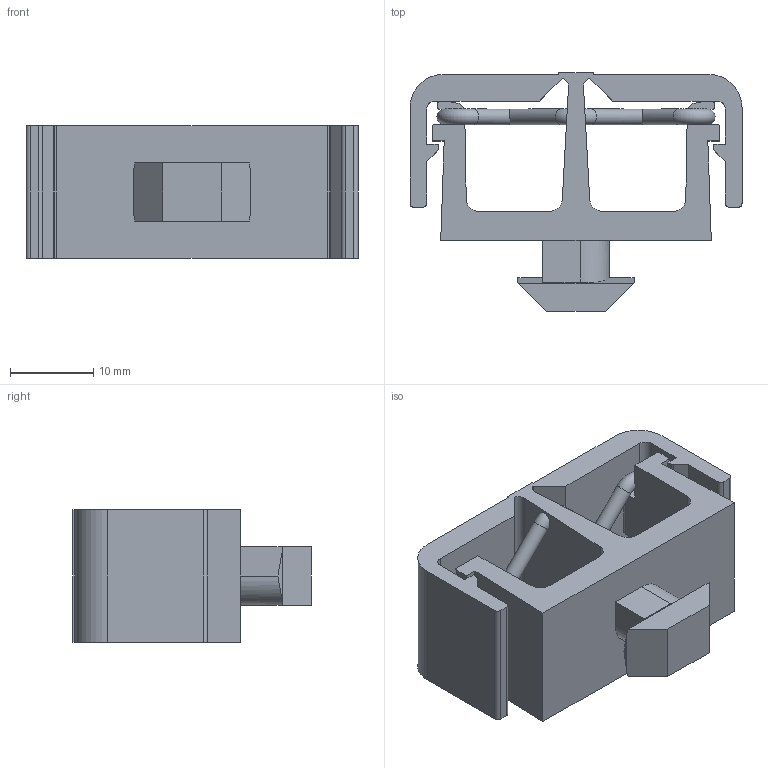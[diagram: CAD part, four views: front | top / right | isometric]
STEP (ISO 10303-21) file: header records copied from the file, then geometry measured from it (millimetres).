
FILE_DESCRIPTION( ( 'STEP AP214' ), '1' );
FILE_NAME( 'K1280.21081.stp', '2020-12-10T11:04:36', ( '' ), ( '' ), ' ', 'PARTsolutions', ' ' );
FILE_SCHEMA( ( 'AUTOMOTIVE_DESIGN { 1 0 10303 214 1 1 1 1 }' ) );
Length unit declared in the file: millimetre
Products named in the file (1): _K1280.21081
Bounding box: 40 x 28.7 x 16 mm (x, y, z)
Volume: 6926.4 mm3; surface area: 6114.7 mm2
Topology: 1 solids, 1 shells, 115 faces, 352 edges, 230 vertices
Faces by surface type: plane 71, cylinder 36, torus 8
Full cylindrical faces by diameter (mm): 1.9 x8
Entity records: 4788 total; most frequent: CARTESIAN_POINT 782, ORIENTED_EDGE 640, DIRECTION 632, EDGE_CURVE 320, LINE 224, VECTOR 224, VERTEX_POINT 216, AXIS2_PLACEMENT_3D 204
